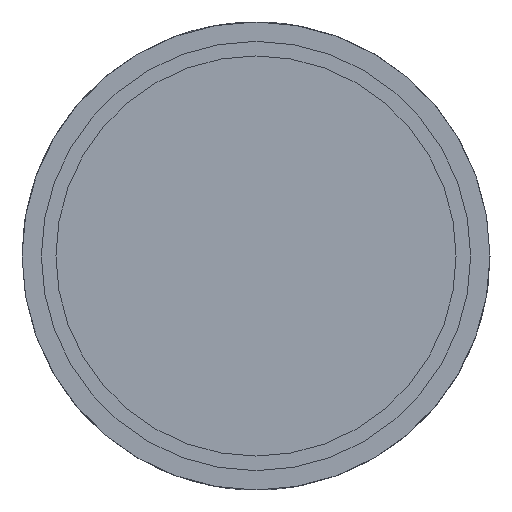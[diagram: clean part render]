
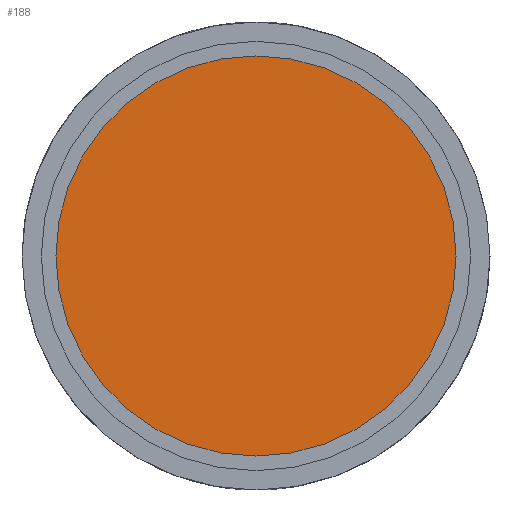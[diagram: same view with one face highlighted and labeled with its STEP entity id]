
A CAD part, left-side view. The second image highlights one B-rep face of the part: STEP entity #188.
In plain terms, the highlighted planar face has unit normal (-1, 0, 0).
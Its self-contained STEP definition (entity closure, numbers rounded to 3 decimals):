
#44 = CIRCLE ( 'NONE', #70, 20.65 ) ;
#45 = EDGE_CURVE ( 'NONE', #747, #348, #1785, .T. ) ;
#70 = AXIS2_PLACEMENT_3D ( 'NONE', #141, #1544, #573 ) ;
#127 = CARTESIAN_POINT ( 'NONE',  ( -28., 0., 0. ) ) ;
#141 = CARTESIAN_POINT ( 'NONE',  ( -28., 0., 0. ) ) ;
#188 = ADVANCED_FACE ( 'NONE', ( #270 ), #814, .T. ) ;
#207 = ORIENTED_EDGE ( 'NONE', *, *, #839, .T. ) ;
#270 = FACE_OUTER_BOUND ( 'NONE', #357, .T. ) ;
#274 = AXIS2_PLACEMENT_3D ( 'NONE', #127, #1358, #1051 ) ;
#299 = CARTESIAN_POINT ( 'NONE',  ( -28., -20.65, 0. ) ) ;
#348 = VERTEX_POINT ( 'NONE', #1057 ) ;
#357 = EDGE_LOOP ( 'NONE', ( #1636, #207 ) ) ;
#573 = DIRECTION ( 'NONE',  ( 0., -1., 0. ) ) ;
#747 = VERTEX_POINT ( 'NONE', #299 ) ;
#814 = PLANE ( 'NONE',  #1164 ) ;
#839 = EDGE_CURVE ( 'NONE', #348, #747, #44, .T. ) ;
#983 = DIRECTION ( 'NONE',  ( 0., -1., 0. ) ) ;
#1051 = DIRECTION ( 'NONE',  ( 0., -1., 0. ) ) ;
#1057 = CARTESIAN_POINT ( 'NONE',  ( -28., 20.65, 0. ) ) ;
#1102 = DIRECTION ( 'NONE',  ( -1., 0., 0. ) ) ;
#1164 = AXIS2_PLACEMENT_3D ( 'NONE', #1377, #1102, #983 ) ;
#1358 = DIRECTION ( 'NONE',  ( -1., 0., 0. ) ) ;
#1377 = CARTESIAN_POINT ( 'NONE',  ( -28., 0., 0. ) ) ;
#1544 = DIRECTION ( 'NONE',  ( -1., 0., 0. ) ) ;
#1636 = ORIENTED_EDGE ( 'NONE', *, *, #45, .T. ) ;
#1785 = CIRCLE ( 'NONE', #274, 20.65 ) ;
